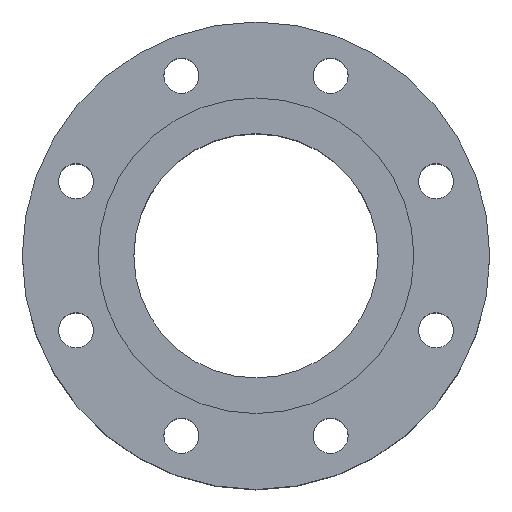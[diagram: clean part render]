
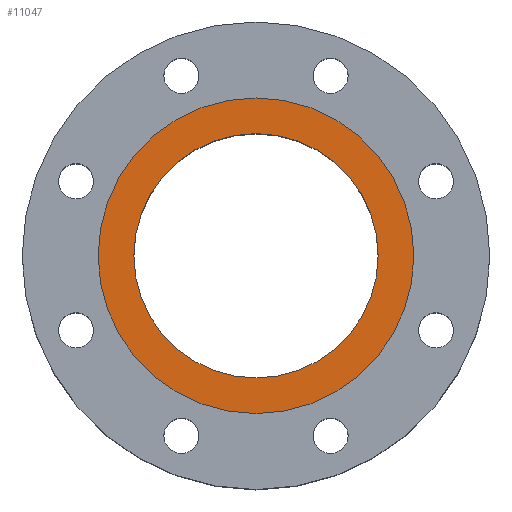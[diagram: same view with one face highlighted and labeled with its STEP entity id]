
A CAD part, top view. The second image highlights one B-rep face of the part: STEP entity #11047.
In plain terms, the highlighted planar face has unit normal (0, 0, 1).
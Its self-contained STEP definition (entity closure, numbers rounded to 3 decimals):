
#68 = CARTESIAN_POINT ( 'NONE',  ( 0., 81., 0. ) ) ;
#1559 = CARTESIAN_POINT ( 'NONE',  ( 0., 0., 0. ) ) ;
#1711 = CARTESIAN_POINT ( 'NONE',  ( -62.7, 0., 0. ) ) ;
#2370 = PLANE ( 'NONE',  #13053 ) ;
#2536 = DIRECTION ( 'NONE',  ( 1., 0., 0. ) ) ;
#3153 = DIRECTION ( 'NONE',  ( 0., 0., 1. ) ) ;
#3424 = CARTESIAN_POINT ( 'NONE',  ( -81., 0., 0. ) ) ;
#5140 = FACE_OUTER_BOUND ( 'NONE', #25956, .T. ) ;
#5213 = ORIENTED_EDGE ( 'NONE', *, *, #15196, .T. ) ;
#7768 = CARTESIAN_POINT ( 'NONE',  ( 0., 0., 0. ) ) ;
#10252 = VERTEX_POINT ( 'NONE', #3424 ) ;
#10644 = ORIENTED_EDGE ( 'NONE', *, *, #18610, .T. ) ;
#10962 = DIRECTION ( 'NONE',  ( 1., 0., 0. ) ) ;
#11047 = ADVANCED_FACE ( 'NONE', ( #23924, #5140 ), #2370, .F. ) ;
#11775 = DIRECTION ( 'NONE',  ( -1., 0., 0. ) ) ;
#12096 = AXIS2_PLACEMENT_3D ( 'NONE', #7768, #26558, #2536 ) ;
#12176 = VERTEX_POINT ( 'NONE', #20368 ) ;
#12245 = DIRECTION ( 'NONE',  ( 0., 0., 1. ) ) ;
#12626 = EDGE_LOOP ( 'NONE', ( #29298, #23875 ) ) ;
#12716 = DIRECTION ( 'NONE',  ( 1., 0., 0. ) ) ;
#13053 = AXIS2_PLACEMENT_3D ( 'NONE', #68, #21166, #11775 ) ;
#13424 = DIRECTION ( 'NONE',  ( 0., 0., 1. ) ) ;
#14549 = DIRECTION ( 'NONE',  ( 1., 0., 0. ) ) ;
#14702 = CARTESIAN_POINT ( 'NONE',  ( 0., 0., 0. ) ) ;
#15196 = EDGE_CURVE ( 'NONE', #10252, #16415, #25377, .T. ) ;
#16154 = EDGE_CURVE ( 'NONE', #26001, #12176, #17532, .T. ) ;
#16415 = VERTEX_POINT ( 'NONE', #22734 ) ;
#17532 = CIRCLE ( 'NONE', #29829, 62.7 ) ;
#18610 = EDGE_CURVE ( 'NONE', #16415, #10252, #30350, .T. ) ;
#20368 = CARTESIAN_POINT ( 'NONE',  ( 62.7, 0., 0. ) ) ;
#21166 = DIRECTION ( 'NONE',  ( 0., 0., -1. ) ) ;
#22255 = CARTESIAN_POINT ( 'NONE',  ( 0., 0., 0. ) ) ;
#22734 = CARTESIAN_POINT ( 'NONE',  ( 81., 0., 0. ) ) ;
#22991 = AXIS2_PLACEMENT_3D ( 'NONE', #1559, #13424, #10962 ) ;
#23055 = CIRCLE ( 'NONE', #28976, 62.7 ) ;
#23875 = ORIENTED_EDGE ( 'NONE', *, *, #16154, .F. ) ;
#23924 = FACE_BOUND ( 'NONE', #12626, .T. ) ;
#25377 = CIRCLE ( 'NONE', #12096, 81. ) ;
#25956 = EDGE_LOOP ( 'NONE', ( #10644, #5213 ) ) ;
#26001 = VERTEX_POINT ( 'NONE', #1711 ) ;
#26558 = DIRECTION ( 'NONE',  ( 0., 0., 1. ) ) ;
#27442 = EDGE_CURVE ( 'NONE', #12176, #26001, #23055, .T. ) ;
#28976 = AXIS2_PLACEMENT_3D ( 'NONE', #22255, #3153, #12716 ) ;
#29298 = ORIENTED_EDGE ( 'NONE', *, *, #27442, .F. ) ;
#29829 = AXIS2_PLACEMENT_3D ( 'NONE', #14702, #12245, #14549 ) ;
#30350 = CIRCLE ( 'NONE', #22991, 81. ) ;
